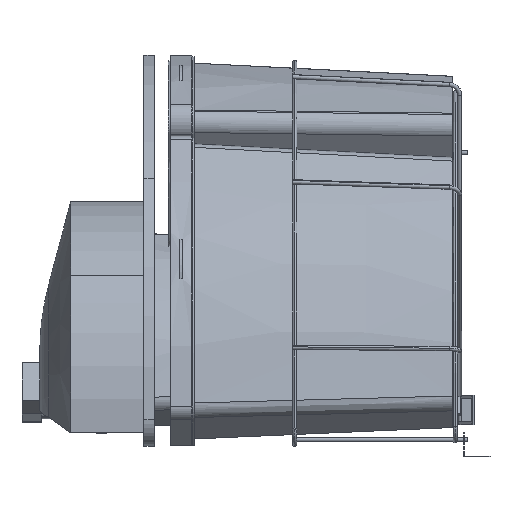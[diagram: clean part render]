
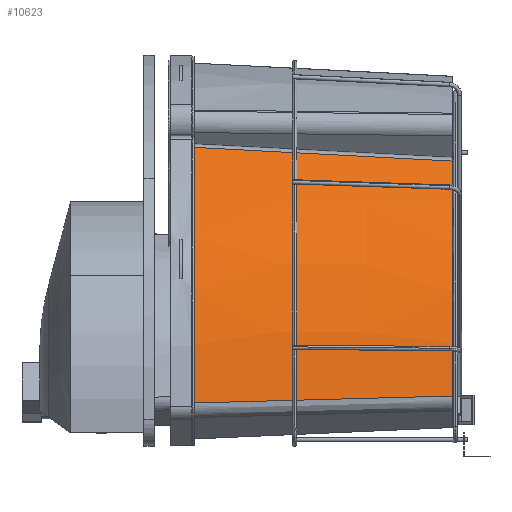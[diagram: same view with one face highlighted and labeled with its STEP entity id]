
A CAD part, left-side view. The second image highlights one B-rep face of the part: STEP entity #10623.
In plain terms, the highlighted conical face has half-angle 2.5 degrees and reference radius 415.812 mm.
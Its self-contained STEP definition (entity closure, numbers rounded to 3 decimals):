
#10623=ADVANCED_FACE('',(#18965),#18966,.T.);
#18965=FACE_OUTER_BOUND('',#25008,.T.);
#18966=CONICAL_SURFACE('',#25009,415.812,0.044);
#25008=EDGE_LOOP('',(#33116,#33117,#33118,#33119));
#25009=AXIS2_PLACEMENT_3D('',#33120,#33121,#33122);
#33116=ORIENTED_EDGE('',*,*,#41003,.T.);
#33117=ORIENTED_EDGE('',*,*,#41034,.T.);
#33118=ORIENTED_EDGE('',*,*,#41035,.T.);
#33119=ORIENTED_EDGE('',*,*,#41005,.F.);
#33120=CARTESIAN_POINT('',(17.772,317.45,-20.191));
#33121=DIRECTION('',(0.0,1.0,-0.0));
#33122=DIRECTION('',(-0.452,0.0,-0.892));
#41003=EDGE_CURVE('',#44462,#44460,#44463,.T.);
#41005=EDGE_CURVE('',#44462,#44465,#44466,.T.);
#41034=EDGE_CURVE('',#44460,#44511,#44513,.T.);
#41035=EDGE_CURVE('',#44511,#44465,#44514,.T.);
#44460=VERTEX_POINT('',#50241);
#44462=VERTEX_POINT('',#50256);
#44463=CIRCLE('',#50257,403.028);
#44465=VERTEX_POINT('',#50272);
#44466=B_SPLINE_CURVE_WITH_KNOTS('',3,(#50273,#50274,#50275,#50276,#50277,#50278,#50279),.UNSPECIFIED.,.F.,.F.,(4,1,1,1,4),(0.0,73.659,146.893,220.267,293.215),.UNSPECIFIED.);
#44511=VERTEX_POINT('',#50423);
#44513=B_SPLINE_CURVE_WITH_KNOTS('',3,(#50438,#50439,#50440,#50441,#50442,#50443,#50444),.UNSPECIFIED.,.F.,.F.,(4,1,1,1,4),(0.0,73.661,146.896,220.269,293.215),.UNSPECIFIED.);
#44514=CIRCLE('',#50445,415.812);
#50241=CARTESIAN_POINT('',(-248.778,24.65,282.106));
#50256=CARTESIAN_POINT('',(-383.637,24.65,15.904));
#50257=AXIS2_PLACEMENT_3D('',#54728,#54729,#54730);
#50272=CARTESIAN_POINT('',(-397.084,317.45,7.997));
#50273=CARTESIAN_POINT('',(-383.637,24.65,15.904));
#50274=CARTESIAN_POINT('',(-384.771,49.168,15.245));
#50275=CARTESIAN_POINT('',(-387.028,98.063,13.929));
#50276=CARTESIAN_POINT('',(-390.401,171.381,11.951));
#50277=CARTESIAN_POINT('',(-393.751,244.463,9.975));
#50278=CARTESIAN_POINT('',(-395.976,293.168,8.655));
#50279=CARTESIAN_POINT('',(-397.084,317.45,7.997));
#50423=CARTESIAN_POINT('',(-250.357,317.45,297.625));
#50438=CARTESIAN_POINT('',(-248.778,24.65,282.106));
#50439=CARTESIAN_POINT('',(-248.917,49.169,283.41));
#50440=CARTESIAN_POINT('',(-249.192,98.064,286.009));
#50441=CARTESIAN_POINT('',(-249.592,171.383,289.898));
#50442=CARTESIAN_POINT('',(-249.981,244.464,293.768));
#50443=CARTESIAN_POINT('',(-250.233,293.169,296.343));
#50444=CARTESIAN_POINT('',(-250.357,317.45,297.625));
#50445=AXIS2_PLACEMENT_3D('',#54757,#54758,#54759);
#54728=CARTESIAN_POINT('',(17.772,24.65,-20.191));
#54729=DIRECTION('',(0.0,1.0,0.0));
#54730=DIRECTION('',(-0.996,0.0,0.09));
#54757=CARTESIAN_POINT('',(17.772,317.45,-20.191));
#54758=DIRECTION('',(0.0,-1.0,0.0));
#54759=DIRECTION('',(-0.645,0.0,0.764));
